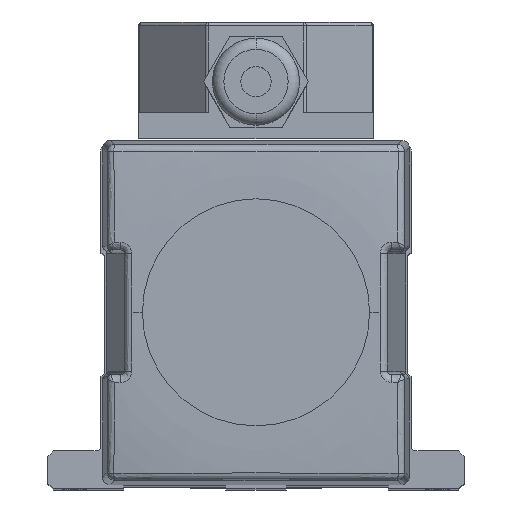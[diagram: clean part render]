
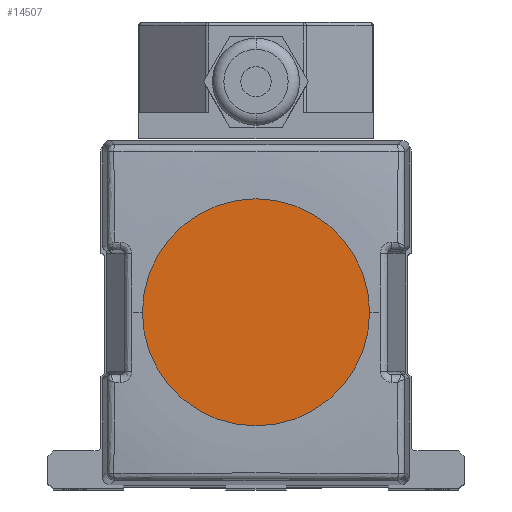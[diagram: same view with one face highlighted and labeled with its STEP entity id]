
A CAD part, top view. The second image highlights one B-rep face of the part: STEP entity #14507.
In plain terms, the highlighted planar face has unit normal (0, 0, 1).
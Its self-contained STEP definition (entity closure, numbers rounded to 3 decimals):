
#557 = CARTESIAN_POINT ( 'NONE',  ( 0., 0., 36.5 ) ) ;
#776 = EDGE_LOOP ( 'NONE', ( #8633, #7152 ) ) ;
#1372 = CARTESIAN_POINT ( 'NONE',  ( 0., 0., 36.5 ) ) ;
#1455 = DIRECTION ( 'NONE',  ( -1., 0., 0. ) ) ;
#2357 = CIRCLE ( 'NONE', #6288, 30. ) ;
#2918 = AXIS2_PLACEMENT_3D ( 'NONE', #11477, #15185, #1455 ) ;
#3058 = DIRECTION ( 'NONE',  ( -1., 0., 0. ) ) ;
#3520 = CARTESIAN_POINT ( 'NONE',  ( 30., 0., 36.5 ) ) ;
#5113 = DIRECTION ( 'NONE',  ( 0., 0., -1. ) ) ;
#5457 = DIRECTION ( 'NONE',  ( 0., 0., -1. ) ) ;
#6288 = AXIS2_PLACEMENT_3D ( 'NONE', #1372, #5113, #9974 ) ;
#7152 = ORIENTED_EDGE ( 'NONE', *, *, #13180, .F. ) ;
#7336 = CIRCLE ( 'NONE', #2918, 30. ) ;
#8077 = AXIS2_PLACEMENT_3D ( 'NONE', #557, #5457, #3058 ) ;
#8633 = ORIENTED_EDGE ( 'NONE', *, *, #16044, .F. ) ;
#9974 = DIRECTION ( 'NONE',  ( -1., 0., 0. ) ) ;
#11477 = CARTESIAN_POINT ( 'NONE',  ( 0., 0., 36.5 ) ) ;
#13180 = EDGE_CURVE ( 'NONE', #15356, #14637, #2357, .T. ) ;
#14094 = PLANE ( 'NONE',  #8077 ) ;
#14507 = ADVANCED_FACE ( 'NONE', ( #14715 ), #14094, .F. ) ;
#14637 = VERTEX_POINT ( 'NONE', #15489 ) ;
#14715 = FACE_OUTER_BOUND ( 'NONE', #776, .T. ) ;
#15185 = DIRECTION ( 'NONE',  ( 0., 0., -1. ) ) ;
#15356 = VERTEX_POINT ( 'NONE', #3520 ) ;
#15489 = CARTESIAN_POINT ( 'NONE',  ( -30., 0., 36.5 ) ) ;
#16044 = EDGE_CURVE ( 'NONE', #14637, #15356, #7336, .T. ) ;
